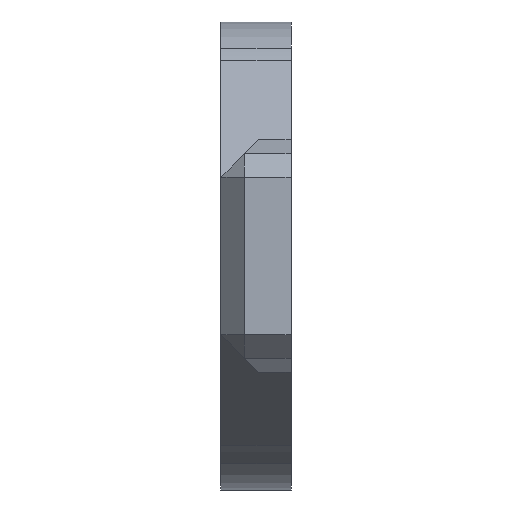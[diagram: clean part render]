
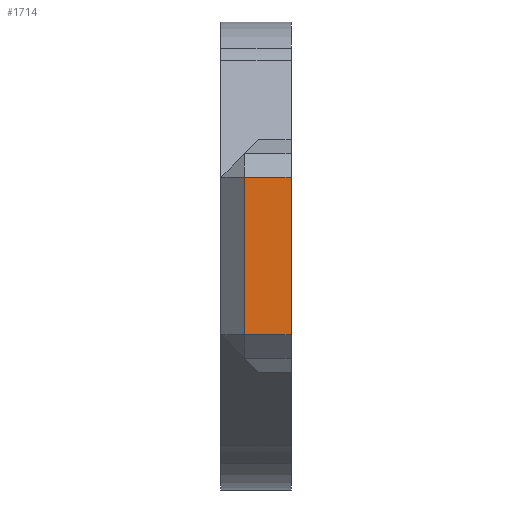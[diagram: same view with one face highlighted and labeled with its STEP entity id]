
A CAD part, left-side view. The second image highlights one B-rep face of the part: STEP entity #1714.
In plain terms, the highlighted planar face has unit normal (-1, 0, 0).
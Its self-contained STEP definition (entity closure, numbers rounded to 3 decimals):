
#136=PLANE('',#1884);
#220=FACE_OUTER_BOUND('',#337,.T.);
#337=EDGE_LOOP('',(#1515,#1516,#1517,#1518));
#396=LINE('',#2498,#526);
#469=LINE('',#3202,#599);
#474=LINE('',#3210,#604);
#475=LINE('',#3212,#605);
#526=VECTOR('',#2035,10.);
#599=VECTOR('',#2266,10.);
#604=VECTOR('',#2275,10.);
#605=VECTOR('',#2278,10.);
#753=VERTEX_POINT('',#2495);
#754=VERTEX_POINT('',#2497);
#835=VERTEX_POINT('',#3194);
#837=VERTEX_POINT('',#3206);
#926=EDGE_CURVE('',#753,#754,#396,.T.);
#1060=EDGE_CURVE('',#754,#835,#469,.T.);
#1065=EDGE_CURVE('',#835,#837,#474,.T.);
#1066=EDGE_CURVE('',#837,#753,#475,.T.);
#1515=ORIENTED_EDGE('',*,*,#1060,.F.);
#1516=ORIENTED_EDGE('',*,*,#926,.F.);
#1517=ORIENTED_EDGE('',*,*,#1066,.F.);
#1518=ORIENTED_EDGE('',*,*,#1065,.F.);
#1714=ADVANCED_FACE('',(#220),#136,.T.);
#1884=AXIS2_PLACEMENT_3D('',#3328,#2299,#2300);
#2035=DIRECTION('',(0.,0.,-1.));
#2266=DIRECTION('',(0.,1.,0.));
#2275=DIRECTION('',(0.,0.,1.));
#2278=DIRECTION('',(0.,-1.,0.));
#2299=DIRECTION('center_axis',(-1.,0.,0.));
#2300=DIRECTION('ref_axis',(0.,0.,-1.));
#2495=CARTESIAN_POINT('',(-52.097,-4.5,5.052));
#2497=CARTESIAN_POINT('',(-52.097,-4.5,-5.052));
#2498=CARTESIAN_POINT('',(-52.097,-4.5,6.552));
#3194=CARTESIAN_POINT('',(-52.097,-1.5,-5.052));
#3202=CARTESIAN_POINT('',(-52.097,0.,-5.052));
#3206=CARTESIAN_POINT('',(-52.097,-1.5,5.052));
#3210=CARTESIAN_POINT('',(-52.097,-1.5,3.276));
#3212=CARTESIAN_POINT('',(-52.097,0.,5.052));
#3328=CARTESIAN_POINT('Origin',(-52.097,0.,6.552));
